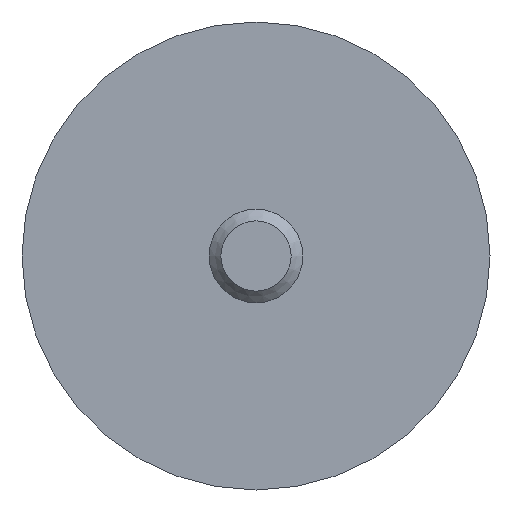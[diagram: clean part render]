
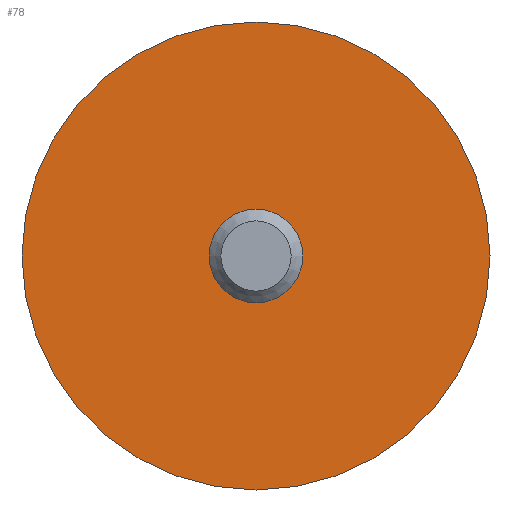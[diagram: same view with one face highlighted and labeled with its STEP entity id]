
A CAD part, front view. The second image highlights one B-rep face of the part: STEP entity #78.
In plain terms, the highlighted planar face has unit normal (0, -1, 0).
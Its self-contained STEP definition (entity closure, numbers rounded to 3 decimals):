
#14=FACE_BOUND('',#33,.T.);
#22=PLANE('',#107);
#27=FACE_OUTER_BOUND('',#32,.T.);
#32=EDGE_LOOP('',(#71));
#33=EDGE_LOOP('',(#72));
#41=CIRCLE('',#105,4.);
#42=CIRCLE('',#106,20.);
#46=VERTEX_POINT('',#141);
#48=VERTEX_POINT('',#190);
#53=EDGE_CURVE('',#46,#46,#41,.T.);
#56=EDGE_CURVE('',#48,#48,#42,.T.);
#71=ORIENTED_EDGE('',*,*,#56,.F.);
#72=ORIENTED_EDGE('',*,*,#53,.T.);
#78=ADVANCED_FACE('',(#27,#14),#22,.T.);
#105=AXIS2_PLACEMENT_3D('',#142,#123,#124);
#106=AXIS2_PLACEMENT_3D('',#196,#126,#127);
#107=AXIS2_PLACEMENT_3D('',#197,#128,#129);
#123=DIRECTION('center_axis',(0.,1.,0.));
#124=DIRECTION('ref_axis',(1.,0.,0.));
#126=DIRECTION('center_axis',(0.,1.,0.));
#127=DIRECTION('ref_axis',(1.,0.,0.));
#128=DIRECTION('center_axis',(0.,-1.,0.));
#129=DIRECTION('ref_axis',(0.,0.,-1.));
#141=CARTESIAN_POINT('',(4.,0.,0.));
#142=CARTESIAN_POINT('Origin',(0.,0.,0.));
#190=CARTESIAN_POINT('',(-20.,0.,0.));
#196=CARTESIAN_POINT('Origin',(0.,0.,0.));
#197=CARTESIAN_POINT('Origin',(-20.,0.,0.));
